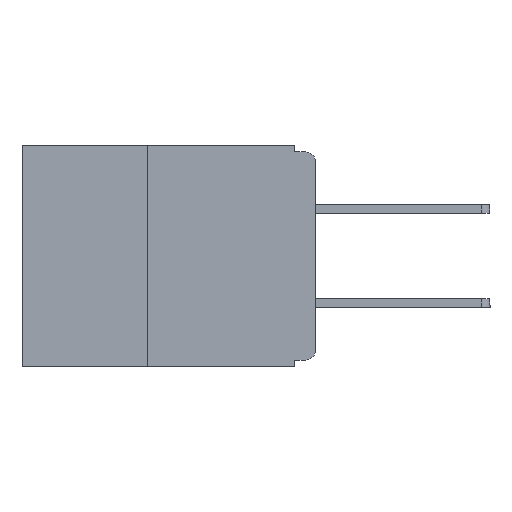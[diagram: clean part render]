
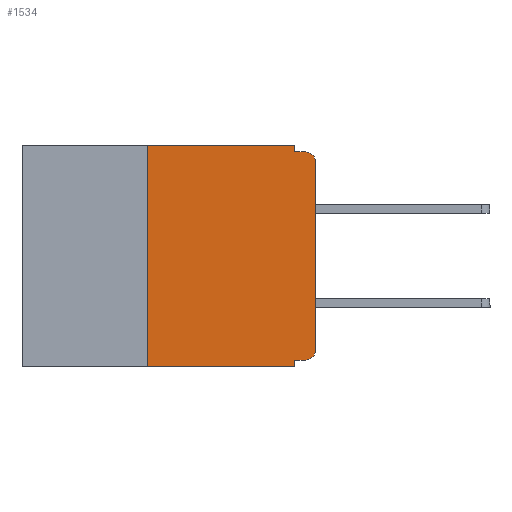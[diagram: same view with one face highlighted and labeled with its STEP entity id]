
A CAD part, left-side view. The second image highlights one B-rep face of the part: STEP entity #1534.
In plain terms, the highlighted planar face has unit normal (-1, 0, 0).
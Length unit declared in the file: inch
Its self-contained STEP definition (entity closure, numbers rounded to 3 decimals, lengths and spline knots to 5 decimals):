
#193 = CARTESIAN_POINT ( 'NONE',  ( 0., 0.031, -0.32 ) ) ;
#211 = CARTESIAN_POINT ( 'NONE',  ( 0., 0.015, -0.32 ) ) ;
#317 = EDGE_CURVE ( 'NONE', #2232, #8789, #13171, .T. ) ;
#463 = CARTESIAN_POINT ( 'NONE',  ( 0., 0.437, 0. ) ) ;
#501 = EDGE_LOOP ( 'NONE', ( #17183, #12456, #10871, #8106, #10673, #10893, #11953, #1716, #7711, #7511 ) ) ;
#586 = VECTOR ( 'NONE', #9739, 39.37008 ) ;
#723 = AXIS2_PLACEMENT_3D ( 'NONE', #9559, #13100, #3623 ) ;
#762 = VECTOR ( 'NONE', #12116, 39.37008 ) ;
#820 = DIRECTION ( 'NONE',  ( 0., -1., 0. ) ) ;
#959 = DIRECTION ( 'NONE',  ( 0., 0., -1. ) ) ;
#1001 = VECTOR ( 'NONE', #11608, 39.37008 ) ;
#1070 = DIRECTION ( 'NONE',  ( -1., 0., 0. ) ) ;
#1311 = VERTEX_POINT ( 'NONE', #211 ) ;
#1469 = VERTEX_POINT ( 'NONE', #6520 ) ;
#1534 = ADVANCED_FACE ( 'NONE', ( #17590 ), #16251, .F. ) ;
#1716 = ORIENTED_EDGE ( 'NONE', *, *, #7670, .F. ) ;
#1976 = VERTEX_POINT ( 'NONE', #16001 ) ;
#2232 = VERTEX_POINT ( 'NONE', #13429 ) ;
#2946 = AXIS2_PLACEMENT_3D ( 'NONE', #11616, #3288, #12994 ) ;
#2957 = LINE ( 'NONE', #5536, #5867 ) ;
#3288 = DIRECTION ( 'NONE',  ( -1., 0., 0. ) ) ;
#3450 = EDGE_CURVE ( 'NONE', #16538, #7026, #16099, .T. ) ;
#3623 = DIRECTION ( 'NONE',  ( 0., 0., -1. ) ) ;
#4270 = AXIS2_PLACEMENT_3D ( 'NONE', #8326, #1070, #959 ) ;
#4760 = LINE ( 'NONE', #12649, #1001 ) ;
#5006 = CARTESIAN_POINT ( 'NONE',  ( 0., 0., -0.305 ) ) ;
#5199 = VECTOR ( 'NONE', #6147, 39.37008 ) ;
#5490 = LINE ( 'NONE', #11904, #12353 ) ;
#5536 = CARTESIAN_POINT ( 'NONE',  ( 0., 0., 0. ) ) ;
#5611 = EDGE_CURVE ( 'NONE', #1311, #14534, #11718, .T. ) ;
#5867 = VECTOR ( 'NONE', #13718, 39.37008 ) ;
#6147 = DIRECTION ( 'NONE',  ( 0., -1., 0. ) ) ;
#6520 = CARTESIAN_POINT ( 'NONE',  ( 0., 0.031, -0.01 ) ) ;
#6963 = CARTESIAN_POINT ( 'NONE',  ( 0., 0.25, -0.33 ) ) ;
#7026 = VERTEX_POINT ( 'NONE', #14595 ) ;
#7057 = VERTEX_POINT ( 'NONE', #13549 ) ;
#7352 = EDGE_CURVE ( 'NONE', #1976, #7057, #13628, .T. ) ;
#7511 = ORIENTED_EDGE ( 'NONE', *, *, #11041, .T. ) ;
#7670 = EDGE_CURVE ( 'NONE', #14534, #8789, #4760, .T. ) ;
#7711 = ORIENTED_EDGE ( 'NONE', *, *, #5611, .F. ) ;
#8106 = ORIENTED_EDGE ( 'NONE', *, *, #13613, .F. ) ;
#8326 = CARTESIAN_POINT ( 'NONE',  ( 0., 0.015, -0.025 ) ) ;
#8789 = VERTEX_POINT ( 'NONE', #11468 ) ;
#8936 = CARTESIAN_POINT ( 'NONE',  ( 0., 0., -0.01 ) ) ;
#9559 = CARTESIAN_POINT ( 'NONE',  ( 0., 0.437, 0. ) ) ;
#9739 = DIRECTION ( 'NONE',  ( 0., 0., 1. ) ) ;
#9877 = CARTESIAN_POINT ( 'NONE',  ( 0., 0., -0.025 ) ) ;
#10673 = ORIENTED_EDGE ( 'NONE', *, *, #7352, .F. ) ;
#10871 = ORIENTED_EDGE ( 'NONE', *, *, #17327, .F. ) ;
#10893 = ORIENTED_EDGE ( 'NONE', *, *, #15033, .F. ) ;
#11041 = EDGE_CURVE ( 'NONE', #1311, #16839, #12260, .T. ) ;
#11291 = VECTOR ( 'NONE', #12768, 39.37008 ) ;
#11468 = CARTESIAN_POINT ( 'NONE',  ( 0., 0.031, -0.33 ) ) ;
#11608 = DIRECTION ( 'NONE',  ( 0., 0., -1. ) ) ;
#11616 = CARTESIAN_POINT ( 'NONE',  ( 0., 0.015, -0.305 ) ) ;
#11695 = LINE ( 'NONE', #6963, #586 ) ;
#11718 = LINE ( 'NONE', #13322, #11291 ) ;
#11904 = CARTESIAN_POINT ( 'NONE',  ( 0., 0.031, 0. ) ) ;
#11953 = ORIENTED_EDGE ( 'NONE', *, *, #317, .T. ) ;
#12055 = CARTESIAN_POINT ( 'NONE',  ( 0., 0.437, -0.33 ) ) ;
#12116 = DIRECTION ( 'NONE',  ( 0., -1., 0. ) ) ;
#12260 = CIRCLE ( 'NONE', #2946, 0.015 ) ;
#12353 = VECTOR ( 'NONE', #14703, 39.37008 ) ;
#12456 = ORIENTED_EDGE ( 'NONE', *, *, #3450, .T. ) ;
#12649 = CARTESIAN_POINT ( 'NONE',  ( 0., 0.031, -0.33 ) ) ;
#12768 = DIRECTION ( 'NONE',  ( 0., 1., 0. ) ) ;
#12994 = DIRECTION ( 'NONE',  ( 0., 0., -1. ) ) ;
#13100 = DIRECTION ( 'NONE',  ( 1., 0., 0. ) ) ;
#13171 = LINE ( 'NONE', #12055, #762 ) ;
#13322 = CARTESIAN_POINT ( 'NONE',  ( 0., 0., -0.32 ) ) ;
#13429 = CARTESIAN_POINT ( 'NONE',  ( 0., 0.25, -0.33 ) ) ;
#13549 = CARTESIAN_POINT ( 'NONE',  ( 0., 0.031, 0. ) ) ;
#13613 = EDGE_CURVE ( 'NONE', #7057, #1469, #5490, .T. ) ;
#13628 = LINE ( 'NONE', #463, #16835 ) ;
#13718 = DIRECTION ( 'NONE',  ( 0., 0., 1. ) ) ;
#14534 = VERTEX_POINT ( 'NONE', #193 ) ;
#14595 = CARTESIAN_POINT ( 'NONE',  ( 0., 0.015, -0.01 ) ) ;
#14703 = DIRECTION ( 'NONE',  ( 0., 0., -1. ) ) ;
#15033 = EDGE_CURVE ( 'NONE', #2232, #1976, #11695, .T. ) ;
#16001 = CARTESIAN_POINT ( 'NONE',  ( 0., 0.25, 0. ) ) ;
#16099 = CIRCLE ( 'NONE', #4270, 0.015 ) ;
#16177 = LINE ( 'NONE', #8936, #5199 ) ;
#16251 = PLANE ( 'NONE',  #723 ) ;
#16538 = VERTEX_POINT ( 'NONE', #9877 ) ;
#16835 = VECTOR ( 'NONE', #820, 39.37008 ) ;
#16839 = VERTEX_POINT ( 'NONE', #5006 ) ;
#17097 = EDGE_CURVE ( 'NONE', #16839, #16538, #2957, .T. ) ;
#17183 = ORIENTED_EDGE ( 'NONE', *, *, #17097, .T. ) ;
#17327 = EDGE_CURVE ( 'NONE', #1469, #7026, #16177, .T. ) ;
#17590 = FACE_OUTER_BOUND ( 'NONE', #501, .T. ) ;
